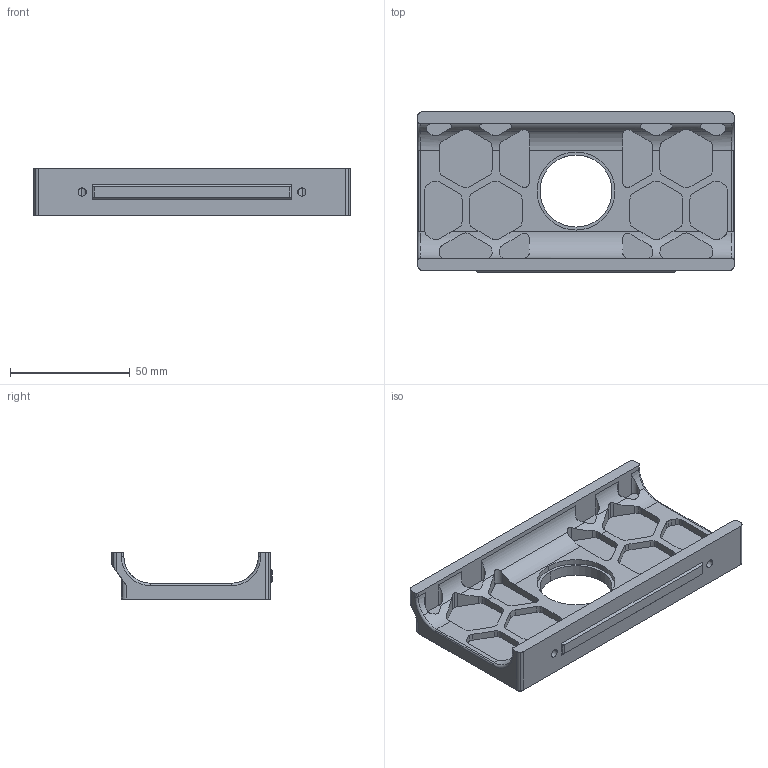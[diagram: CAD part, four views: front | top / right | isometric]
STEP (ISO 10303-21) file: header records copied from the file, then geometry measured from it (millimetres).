
FILE_DESCRIPTION (( 'STEP AP214' ), '1' );
FILE_NAME ('rear_center_skirt_300.STEP', '2024-01-21T02:00:26', ( '' ), ( '' ), 'SwSTEP 2.0', 'SolidWorks 2022', '' );
FILE_SCHEMA (( 'AUTOMOTIVE_DESIGN' ));
Length unit declared in the file: millimetre
Products named in the file (1): rear_center_skirt_300
Bounding box: 132 x 66.8 x 20 mm (x, y, z)
Volume: 60870.2 mm3; surface area: 28240.5 mm2
Topology: 1 solids, 1 shells, 296 faces, 850 edges, 560 vertices
Faces by surface type: cylinder 180, plane 104, cone 8, torus 4
Entity records: 13957 total; most frequent: CARTESIAN_POINT 3006, ORIENTED_EDGE 1700, DIRECTION 1592, EDGE_CURVE 850, AXIS2_PLACEMENT_3D 580, VERTEX_POINT 560, LINE 432, VECTOR 432
